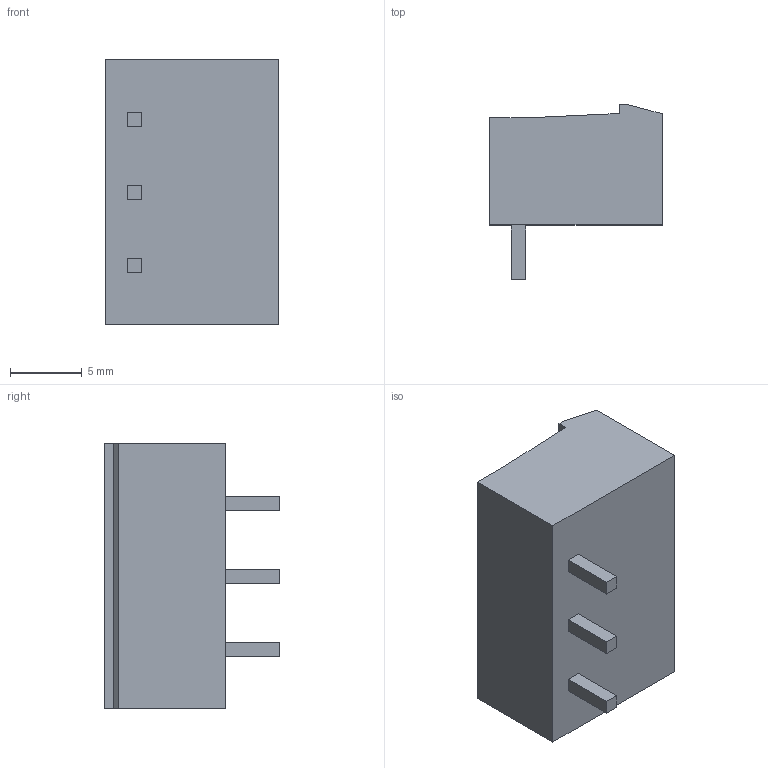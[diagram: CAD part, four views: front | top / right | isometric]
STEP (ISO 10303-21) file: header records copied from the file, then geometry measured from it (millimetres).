
FILE_DESCRIPTION(/* description */ ('STEP AP214'),/* implementation_level */ '2;1');
FILE_NAME(/* name */ '231-533_001-000',/* time_stamp */ '2024-10-25T07:04:14+02:00',/* author */ ('License CC BY-ND 4.0'),/* organization */ ('CADENAS'),/* preprocessor_version */ 'ST-DEVELOPER v19.3',/* originating_system */ 'PARTsolutions',/* authorisation */ ' ');
FILE_SCHEMA (('AUTOMOTIVE_DESIGN {1 0 10303 214 3 1 1}'));
Length unit declared in the file: millimetre
Products named in the file (1): 231-533/001-000
Bounding box: 12 x 12.2 x 18.44 mm (x, y, z)
Volume: 968.5 mm3; surface area: 1475.3 mm2
Topology: 1 solids, 1 shells, 74 faces, 186 edges, 124 vertices
Faces by surface type: plane 68, cylinder 6
Full cylindrical faces by diameter (mm): 2.8 x3
Entity records: 2709 total; most frequent: CARTESIAN_POINT 382, ORIENTED_EDGE 366, DIRECTION 345, EDGE_CURVE 183, LINE 171, VECTOR 171, VERTEX_POINT 124, EDGE_LOOP 87
